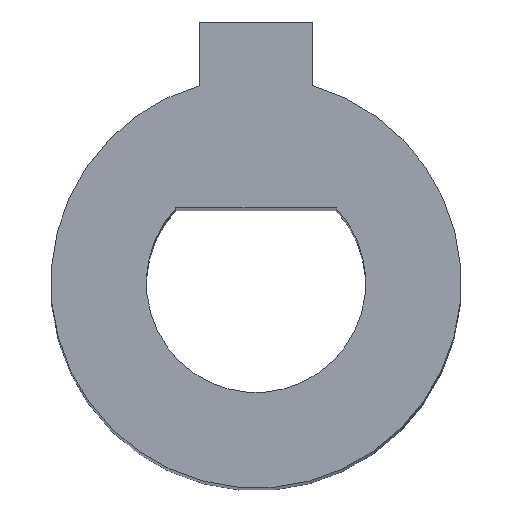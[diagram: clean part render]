
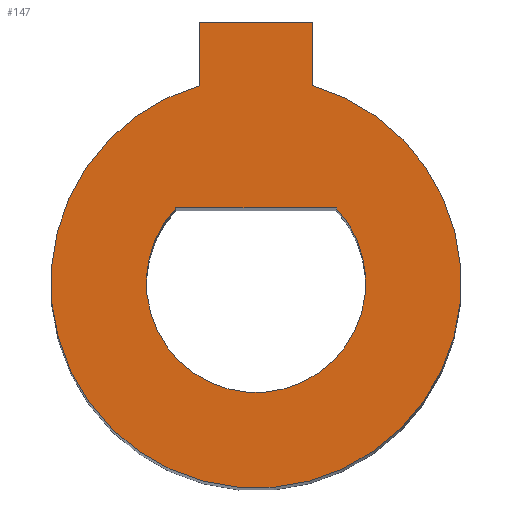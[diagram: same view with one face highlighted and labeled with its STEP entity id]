
A CAD part, top view. The second image highlights one B-rep face of the part: STEP entity #147.
In plain terms, the highlighted planar face has unit normal (0, 0, 1).
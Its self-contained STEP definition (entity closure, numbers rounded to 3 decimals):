
#15=FACE_BOUND('',#38,.T.);
#18=CIRCLE('',#166,1.55);
#20=CIRCLE('',#171,2.9);
#29=FACE_OUTER_BOUND('',#37,.T.);
#37=EDGE_LOOP('',(#123,#124,#125,#126));
#38=EDGE_LOOP('',(#127,#128));
#43=LINE('',#223,#57);
#47=LINE('',#235,#61);
#50=LINE('',#241,#64);
#54=LINE('',#251,#68);
#57=VECTOR('',#181,10.);
#61=VECTOR('',#193,10.);
#64=VECTOR('',#198,10.);
#68=VECTOR('',#210,10.);
#71=VERTEX_POINT('',#220);
#72=VERTEX_POINT('',#222);
#75=VERTEX_POINT('',#232);
#76=VERTEX_POINT('',#234);
#78=VERTEX_POINT('',#240);
#80=VERTEX_POINT('',#246);
#83=EDGE_CURVE('',#72,#71,#43,.T.);
#86=EDGE_CURVE('',#71,#72,#18,.T.);
#89=EDGE_CURVE('',#76,#75,#47,.T.);
#92=EDGE_CURVE('',#78,#76,#50,.T.);
#95=EDGE_CURVE('',#80,#78,#20,.T.);
#98=EDGE_CURVE('',#75,#80,#54,.T.);
#123=ORIENTED_EDGE('',*,*,#98,.T.);
#124=ORIENTED_EDGE('',*,*,#95,.T.);
#125=ORIENTED_EDGE('',*,*,#92,.T.);
#126=ORIENTED_EDGE('',*,*,#89,.T.);
#127=ORIENTED_EDGE('',*,*,#86,.T.);
#128=ORIENTED_EDGE('',*,*,#83,.T.);
#139=PLANE('',#173);
#147=ADVANCED_FACE('',(#29,#15),#139,.T.);
#166=AXIS2_PLACEMENT_3D('',#227,#187,#188);
#171=AXIS2_PLACEMENT_3D('',#247,#204,#205);
#173=AXIS2_PLACEMENT_3D('',#252,#211,#212);
#181=DIRECTION('',(1.,0.,0.));
#187=DIRECTION('center_axis',(0.,0.,-1.));
#188=DIRECTION('ref_axis',(1.,0.,0.));
#193=DIRECTION('',(-1.,0.,0.));
#198=DIRECTION('',(0.,1.,0.));
#204=DIRECTION('center_axis',(0.,0.,1.));
#205=DIRECTION('ref_axis',(-0.277,0.961,0.));
#210=DIRECTION('',(0.,-1.,0.));
#211=DIRECTION('center_axis',(0.,0.,1.));
#212=DIRECTION('ref_axis',(1.,0.,0.));
#220=CARTESIAN_POINT('',(1.133,1.058,22.));
#222=CARTESIAN_POINT('',(-1.133,1.058,22.));
#223=CARTESIAN_POINT('',(-1.133,1.058,22.));
#227=CARTESIAN_POINT('Origin',(0.,0.,22.));
#232=CARTESIAN_POINT('',(-0.804,3.686,22.));
#234=CARTESIAN_POINT('',(0.796,3.686,22.));
#235=CARTESIAN_POINT('',(-0.804,3.686,22.));
#240=CARTESIAN_POINT('',(0.796,2.789,22.));
#241=CARTESIAN_POINT('',(0.796,3.686,22.));
#246=CARTESIAN_POINT('',(-0.804,2.786,22.));
#247=CARTESIAN_POINT('Origin',(0.,0.,22.));
#251=CARTESIAN_POINT('',(-0.804,2.786,22.));
#252=CARTESIAN_POINT('Origin',(0.,0.393,22.));
